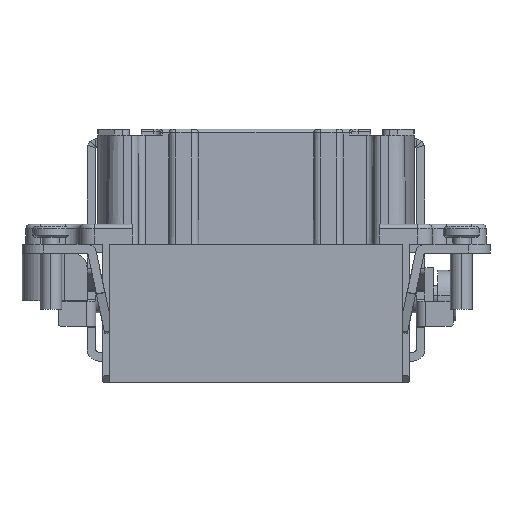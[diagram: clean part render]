
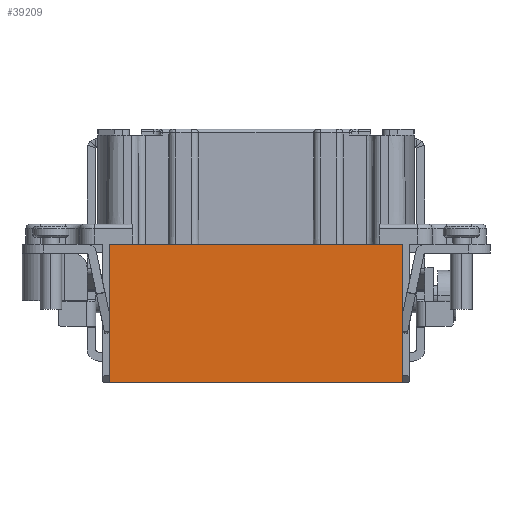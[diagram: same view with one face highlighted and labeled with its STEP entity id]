
A CAD part, left-side view. The second image highlights one B-rep face of the part: STEP entity #39209.
In plain terms, the highlighted planar face has unit normal (-1, 0, 0).
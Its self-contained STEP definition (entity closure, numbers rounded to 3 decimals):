
#433=DIRECTION('',(0.,-1.,0.));
#434=VECTOR('',#433,40.7);
#435=CARTESIAN_POINT('',(-16.95,20.35,0.));
#436=LINE('',#435,#434);
#1889=DIRECTION('',(0.,-1.,0.));
#1890=VECTOR('',#1889,40.7);
#1891=CARTESIAN_POINT('',(-16.95,20.35,-19.2));
#1892=LINE('',#1891,#1890);
#12748=DIRECTION('',(0.,0.,1.));
#12749=VECTOR('',#12748,19.2);
#12750=CARTESIAN_POINT('',(-16.95,20.35,-19.2));
#12751=LINE('',#12750,#12749);
#12752=DIRECTION('',(0.,0.,-1.));
#12753=VECTOR('',#12752,19.2);
#12754=CARTESIAN_POINT('',(-16.95,-20.35,0.));
#12755=LINE('',#12754,#12753);
#18619=CARTESIAN_POINT('',(-16.95,20.35,0.));
#18620=CARTESIAN_POINT('',(-16.95,-20.35,0.));
#18621=VERTEX_POINT('',#18619);
#18622=VERTEX_POINT('',#18620);
#18627=CARTESIAN_POINT('',(-16.95,20.35,-19.2));
#18628=CARTESIAN_POINT('',(-16.95,-20.35,-19.2));
#18629=VERTEX_POINT('',#18627);
#18630=VERTEX_POINT('',#18628);
#39198=CARTESIAN_POINT('',(-16.95,-17.21,0.));
#39199=DIRECTION('',(-1.,0.,0.));
#39200=DIRECTION('',(0.,-1.,0.));
#39201=AXIS2_PLACEMENT_3D('',#39198,#39199,#39200);
#39202=PLANE('',#39201);
#39203=ORIENTED_EDGE('',*,*,#27167,.T.);
#39204=ORIENTED_EDGE('',*,*,#22890,.T.);
#39205=ORIENTED_EDGE('',*,*,#29099,.T.);
#39206=ORIENTED_EDGE('',*,*,#24183,.F.);
#39207=EDGE_LOOP('',(#39203,#39204,#39205,#39206));
#39208=FACE_OUTER_BOUND('',#39207,.F.);
#39209=ADVANCED_FACE('',(#39208),#39202,.T.);
#22890=EDGE_CURVE('',#18621,#18622,#436,.T.);
#24183=EDGE_CURVE('',#18629,#18630,#1892,.T.);
#27167=EDGE_CURVE('',#18629,#18621,#12751,.T.);
#29099=EDGE_CURVE('',#18622,#18630,#12755,.T.);
